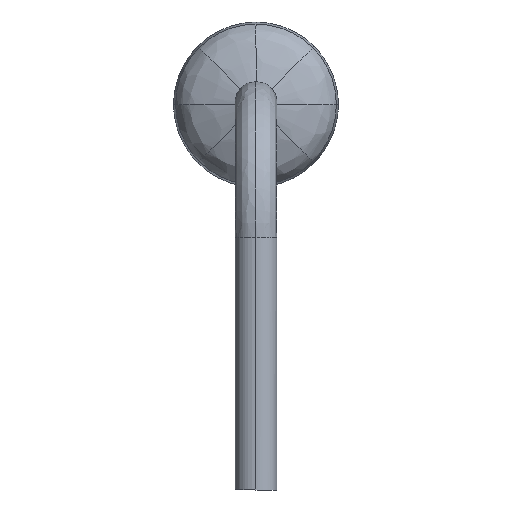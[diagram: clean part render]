
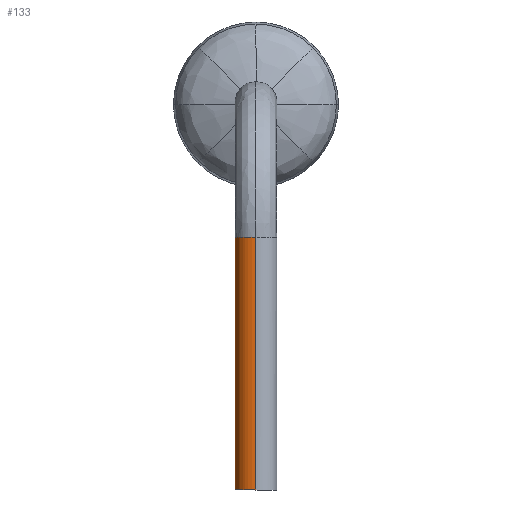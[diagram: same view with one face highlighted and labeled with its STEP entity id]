
A CAD part, left-side view. The second image highlights one B-rep face of the part: STEP entity #133.
In plain terms, the highlighted free-form (B-spline) face has degree [5, 1] with [6, 2] control points.
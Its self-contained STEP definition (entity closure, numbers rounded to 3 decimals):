
#22 = VERTEX_POINT('',#23);
#23 = CARTESIAN_POINT('',(-4.78,0.,
    -0.7));
#44 = VERTEX_POINT('',#45);
#45 = CARTESIAN_POINT('',(-5.397,0.,
    -0.7));
#52 = EDGE_CURVE('',#44,#22,#53,.T.);
#53 = B_SPLINE_CURVE_WITH_KNOTS('',5,(#54,#55,#56,#57,#58,#59),
  .UNSPECIFIED.,.F.,.F.,(6,6),(0.5,1.),
  .PIECEWISE_BEZIER_KNOTS.);
#54 = CARTESIAN_POINT('',(-5.397,0.,
    -0.7));
#55 = CARTESIAN_POINT('',(-5.397,0.179,-0.7)
  );
#56 = CARTESIAN_POINT('',(-5.274,0.359,-0.7)
  );
#57 = CARTESIAN_POINT('',(-5.027,0.41,-0.7));
#58 = CARTESIAN_POINT('',(-4.78,0.203,-0.7)
  );
#59 = CARTESIAN_POINT('',(-4.78,0.,
    -0.7));
#133 = ADVANCED_FACE('',(#134),#162,.T.);
#134 = FACE_BOUND('',#135,.T.);
#135 = EDGE_LOOP('',(#136,#149,#155,#156));
#136 = ORIENTED_EDGE('',*,*,#137,.F.);
#137 = EDGE_CURVE('',#138,#140,#142,.T.);
#138 = VERTEX_POINT('',#139);
#139 = CARTESIAN_POINT('',(-5.397,0.,
    -4.323));
#140 = VERTEX_POINT('',#141);
#141 = CARTESIAN_POINT('',(-4.78,0.,
    -4.323));
#142 = B_SPLINE_CURVE_WITH_KNOTS('',5,(#143,#144,#145,#146,#147,#148),
  .UNSPECIFIED.,.F.,.F.,(6,6),(0.5,1.),.PIECEWISE_BEZIER_KNOTS.);
#143 = CARTESIAN_POINT('',(-5.397,0.,
    -4.323));
#144 = CARTESIAN_POINT('',(-5.397,0.179,
    -4.323));
#145 = CARTESIAN_POINT('',(-5.274,0.359,-4.323
    ));
#146 = CARTESIAN_POINT('',(-5.027,0.41,
    -4.323));
#147 = CARTESIAN_POINT('',(-4.78,0.203,
    -4.323));
#148 = CARTESIAN_POINT('',(-4.78,0.,
    -4.323));
#149 = ORIENTED_EDGE('',*,*,#150,.F.);
#150 = EDGE_CURVE('',#44,#138,#151,.T.);
#151 = LINE('',#152,#153);
#152 = CARTESIAN_POINT('',(-5.397,0.,
    -0.7));
#153 = VECTOR('',#154,1.);
#154 = DIRECTION('',(0.,0.,-1.));
#155 = ORIENTED_EDGE('',*,*,#52,.T.);
#156 = ORIENTED_EDGE('',*,*,#157,.F.);
#157 = EDGE_CURVE('',#140,#22,#158,.T.);
#158 = LINE('',#159,#160);
#159 = CARTESIAN_POINT('',(-4.78,0.,
    -4.323));
#160 = VECTOR('',#161,1.);
#161 = DIRECTION('',(0.,0.,1.));
#162 = B_SPLINE_SURFACE_WITH_KNOTS('',5,1,(
    (#163,#164)
    ,(#165,#166)
    ,(#167,#168)
    ,(#169,#170)
    ,(#171,#172)
    ,(#173,#174
    )),.UNSPECIFIED.,.T.,.F.,.F.,(1,5,5,1),(2,2),(-1.,0.,1.,2.),(0.,
    0.435),.UNSPECIFIED.);
#163 = CARTESIAN_POINT('',(-4.78,0.,
    -0.7));
#164 = CARTESIAN_POINT('',(-4.78,0.,
    -5.048));
#165 = CARTESIAN_POINT('',(-4.78,-0.406,-0.7
    ));
#166 = CARTESIAN_POINT('',(-4.78,-0.406,
    -5.048));
#167 = CARTESIAN_POINT('',(-5.767,-0.827,
    -0.7));
#168 = CARTESIAN_POINT('',(-5.767,-0.827,
    -5.048));
#169 = CARTESIAN_POINT('',(-5.767,0.827,-0.7)
  );
#170 = CARTESIAN_POINT('',(-5.767,0.827,
    -5.048));
#171 = CARTESIAN_POINT('',(-4.78,0.406,-0.7)
  );
#172 = CARTESIAN_POINT('',(-4.78,0.406,
    -5.048));
#173 = CARTESIAN_POINT('',(-4.78,0.,
    -0.7));
#174 = CARTESIAN_POINT('',(-4.78,0.,
    -5.048));
